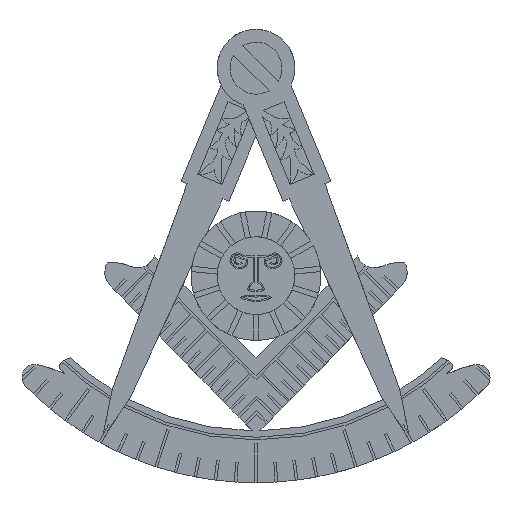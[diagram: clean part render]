
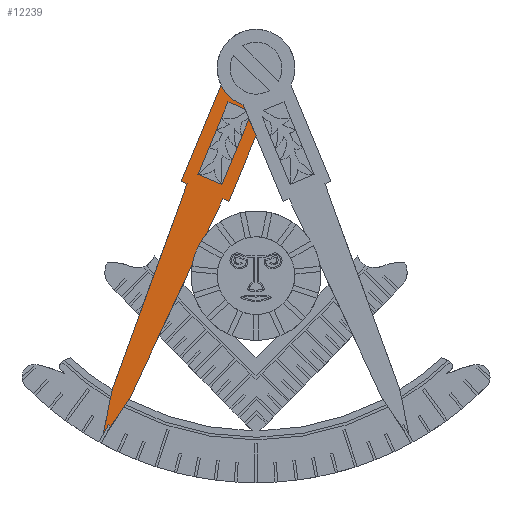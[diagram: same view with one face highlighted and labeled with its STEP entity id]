
A CAD part, front view. The second image highlights one B-rep face of the part: STEP entity #12239.
In plain terms, the highlighted free-form (B-spline) face has degree [1, 1] with [2, 2] control points.
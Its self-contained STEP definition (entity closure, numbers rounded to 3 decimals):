
#8253 = EDGE_CURVE('',#8254,#8256,#8258,.T.);
#8254 = VERTEX_POINT('',#8255);
#8255 = CARTESIAN_POINT('',(-10.107,0.266,
    -11.556));
#8256 = VERTEX_POINT('',#8257);
#8257 = CARTESIAN_POINT('',(-9.951,0.266,
    -11.642));
#8258 = B_SPLINE_CURVE_WITH_KNOTS('',1,(#8259,#8260),.UNSPECIFIED.,.F.,
  .F.,(2,2),(2.885,3.085),.PIECEWISE_BEZIER_KNOTS.);
#8259 = CARTESIAN_POINT('',(-10.107,0.266,
    -11.556));
#8260 = CARTESIAN_POINT('',(-9.951,0.266,
    -11.642));
#8282 = VERTEX_POINT('',#8283);
#8283 = CARTESIAN_POINT('',(-10.457,0.266,
    -12.194));
#8296 = EDGE_CURVE('',#8254,#8282,#8297,.T.);
#8297 = B_SPLINE_CURVE_WITH_KNOTS('',1,(#8298,#8299),.UNSPECIFIED.,.F.,
  .F.,(2,2),(-1.5,-0.679),.PIECEWISE_BEZIER_KNOTS.);
#8298 = CARTESIAN_POINT('',(-10.107,0.266,
    -11.556));
#8299 = CARTESIAN_POINT('',(-10.457,0.266,
    -12.194));
#8310 = EDGE_CURVE('',#8311,#8282,#8313,.T.);
#8311 = VERTEX_POINT('',#8312);
#8312 = CARTESIAN_POINT('',(-9.832,0.266,
    -9.149));
#8313 = B_SPLINE_CURVE_WITH_KNOTS('',1,(#8314,#8315),.UNSPECIFIED.,.F.,
  .F.,(2,2),(-3.982,-0.474),.PIECEWISE_BEZIER_KNOTS.);
#8314 = CARTESIAN_POINT('',(-9.832,0.266,
    -9.149));
#8315 = CARTESIAN_POINT('',(-10.457,0.266,
    -12.194));
#8335 = EDGE_CURVE('',#8336,#8338,#8340,.T.);
#8336 = VERTEX_POINT('',#8337);
#8337 = CARTESIAN_POINT('',(-3.971,0.266,
    5.574));
#8338 = VERTEX_POINT('',#8339);
#8339 = CARTESIAN_POINT('',(-1.915,0.266,
    10.536));
#8340 = B_SPLINE_CURVE_WITH_KNOTS('',1,(#8341,#8342),.UNSPECIFIED.,.F.,
  .F.,(2,2),(0.,6.062),.PIECEWISE_BEZIER_KNOTS.);
#8341 = CARTESIAN_POINT('',(-3.971,0.266,
    5.574));
#8342 = CARTESIAN_POINT('',(-1.915,0.266,
    10.536));
#8371 = EDGE_CURVE('',#8372,#8336,#8374,.T.);
#8372 = VERTEX_POINT('',#8373);
#8373 = CARTESIAN_POINT('',(-2.334,0.266,
    4.896));
#8374 = B_SPLINE_CURVE_WITH_KNOTS('',1,(#8375,#8376),.UNSPECIFIED.,.F.,
  .F.,(2,2),(0.,2.),.PIECEWISE_BEZIER_KNOTS.);
#8375 = CARTESIAN_POINT('',(-2.334,0.266,
    4.896));
#8376 = CARTESIAN_POINT('',(-3.971,0.266,
    5.574));
#8399 = EDGE_CURVE('',#8256,#8400,#8402,.T.);
#8400 = VERTEX_POINT('',#8401);
#8401 = CARTESIAN_POINT('',(-10.176,0.266,
    -12.05));
#8402 = B_SPLINE_CURVE_WITH_KNOTS('',1,(#8403,#8404),.UNSPECIFIED.,.F.,
  .F.,(2,2),(26.123,26.649),.PIECEWISE_BEZIER_KNOTS.);
#8403 = CARTESIAN_POINT('',(-9.951,0.266,
    -11.642));
#8404 = CARTESIAN_POINT('',(-10.176,0.266,
    -12.05));
#8707 = VERTEX_POINT('',#8708);
#8708 = CARTESIAN_POINT('',(-4.719,0.266,
    4.925));
#8713 = EDGE_CURVE('',#8714,#8707,#8716,.T.);
#8714 = VERTEX_POINT('',#8715);
#8715 = CARTESIAN_POINT('',(-5.128,0.266,
    5.095));
#8716 = B_SPLINE_CURVE_WITH_KNOTS('',1,(#8717,#8718),.UNSPECIFIED.,.F.,
  .F.,(2,2),(0.,0.5),.PIECEWISE_BEZIER_KNOTS.);
#8717 = CARTESIAN_POINT('',(-5.128,0.266,
    5.095));
#8718 = CARTESIAN_POINT('',(-4.719,0.266,
    4.925));
#8882 = EDGE_CURVE('',#8707,#8311,#8883,.T.);
#8883 = B_SPLINE_CURVE_WITH_KNOTS('',1,(#8884,#8885),.UNSPECIFIED.,.F.,
  .F.,(2,2),(0.,16.903),.PIECEWISE_BEZIER_KNOTS.);
#8884 = CARTESIAN_POINT('',(-4.719,0.266,
    4.925));
#8885 = CARTESIAN_POINT('',(-9.832,0.266,
    -9.149));
#9032 = VERTEX_POINT('',#9033);
#9033 = CARTESIAN_POINT('',(-2.264,0.266,3.908
    ));
#9046 = VERTEX_POINT('',#9047);
#9047 = CARTESIAN_POINT('',(-1.854,0.266,
    3.739));
#9052 = EDGE_CURVE('',#9032,#9046,#9053,.T.);
#9053 = B_SPLINE_CURVE_WITH_KNOTS('',1,(#9054,#9055),.UNSPECIFIED.,.F.,
  .F.,(2,2),(3.5,4.),.PIECEWISE_BEZIER_KNOTS.);
#9054 = CARTESIAN_POINT('',(-2.264,0.266,3.908
    ));
#9055 = CARTESIAN_POINT('',(-1.854,0.266,
    3.739));
#9116 = VERTEX_POINT('',#9117);
#9117 = CARTESIAN_POINT('',(-8.6,0.266,-9.659
    ));
#9122 = EDGE_CURVE('',#8400,#9116,#9123,.T.);
#9123 = B_SPLINE_CURVE_WITH_KNOTS('',1,(#9124,#9125),.UNSPECIFIED.,.F.,
  .F.,(2,2),(-3.232,0.),.PIECEWISE_BEZIER_KNOTS.);
#9124 = CARTESIAN_POINT('',(-10.176,0.266,
    -12.05));
#9125 = CARTESIAN_POINT('',(-8.6,0.266,-9.659
    ));
#11720 = EDGE_CURVE('',#9046,#11721,#11723,.T.);
#11721 = VERTEX_POINT('',#11722);
#11722 = CARTESIAN_POINT('',(0.,0.266,
    8.215));
#11723 = B_SPLINE_CURVE_WITH_KNOTS('',1,(#11724,#11725),.UNSPECIFIED.,
  .F.,.F.,(2,2),(-5.47,0.),
  .PIECEWISE_BEZIER_KNOTS.);
#11724 = CARTESIAN_POINT('',(-1.854,0.266,
    3.739));
#11725 = CARTESIAN_POINT('',(0.,0.266,
    8.215));
#11748 = EDGE_CURVE('',#11749,#8372,#11751,.T.);
#11749 = VERTEX_POINT('',#11750);
#11750 = CARTESIAN_POINT('',(-0.479,0.266,
    9.373));
#11751 = B_SPLINE_CURVE_WITH_KNOTS('',1,(#11752,#11753),.UNSPECIFIED.,
  .F.,.F.,(2,2),(0.,5.47),.PIECEWISE_BEZIER_KNOTS.);
#11752 = CARTESIAN_POINT('',(-0.479,0.266,
    9.373));
#11753 = CARTESIAN_POINT('',(-2.334,0.266,
    4.896));
#11925 = EDGE_CURVE('',#8338,#11926,#11928,.T.);
#11926 = VERTEX_POINT('',#11927);
#11927 = CARTESIAN_POINT('',(-0.763,0.266,
    10.058));
#11928 = B_SPLINE_CURVE_WITH_KNOTS('',1,(#11929,#11930),.UNSPECIFIED.,
  .F.,.F.,(2,2),(0.,1.408),.PIECEWISE_BEZIER_KNOTS.);
#11929 = CARTESIAN_POINT('',(-1.915,0.266,
    10.536));
#11930 = CARTESIAN_POINT('',(-0.763,0.266,
    10.058));
#11947 = EDGE_CURVE('',#11948,#8714,#11950,.T.);
#11948 = VERTEX_POINT('',#11949);
#11949 = CARTESIAN_POINT('',(-2.395,0.266,
    11.693));
#11950 = B_SPLINE_CURVE_WITH_KNOTS('',1,(#11951,#11952),.UNSPECIFIED.,
  .F.,.F.,(2,2),(0.,8.062),.PIECEWISE_BEZIER_KNOTS.);
#11951 = CARTESIAN_POINT('',(-2.395,0.266,
    11.693));
#11952 = CARTESIAN_POINT('',(-5.128,0.266,
    5.095));
#12216 = VERTEX_POINT('',#12217);
#12217 = CARTESIAN_POINT('',(-4.364,0.266,
    -0.59));
#12222 = EDGE_CURVE('',#9116,#12216,#12223,.T.);
#12223 = B_SPLINE_CURVE_WITH_KNOTS('',1,(#12224,#12225),.UNSPECIFIED.,
  .F.,.F.,(2,2),(0.,11.3),.PIECEWISE_BEZIER_KNOTS.);
#12224 = CARTESIAN_POINT('',(-8.6,0.266,
    -9.659));
#12225 = CARTESIAN_POINT('',(-4.364,0.266,
    -0.59));
#12239 = ADVANCED_FACE('',(#12240),#12288,.F.);
#12240 = FACE_BOUND('',#12241,.T.);
#12241 = EDGE_LOOP('',(#12242,#12243,#12244,#12245,#12253,#12258,#12259,
    #12260,#12265,#12266,#12267,#12268,#12269,#12276,#12282,#12283,
    #12284,#12285,#12286,#12287));
#12242 = ORIENTED_EDGE('',*,*,#8399,.T.);
#12243 = ORIENTED_EDGE('',*,*,#9122,.T.);
#12244 = ORIENTED_EDGE('',*,*,#12222,.T.);
#12245 = ORIENTED_EDGE('',*,*,#12246,.T.);
#12246 = EDGE_CURVE('',#12216,#12247,#12249,.T.);
#12247 = VERTEX_POINT('',#12248);
#12248 = CARTESIAN_POINT('',(-3.381,0.266,
    1.515));
#12249 = ( BOUNDED_CURVE() B_SPLINE_CURVE(2,(#12250,#12251,#12252),
.UNSPECIFIED.,.F.,.F.) B_SPLINE_CURVE_WITH_KNOTS((3,3),(3.313,
3.844),.PIECEWISE_BEZIER_KNOTS.) CURVE() 
GEOMETRIC_REPRESENTATION_ITEM() RATIONAL_B_SPLINE_CURVE((1.,
0.965,1.)) REPRESENTATION_ITEM('') );
#12250 = CARTESIAN_POINT('',(-4.364,0.266,
    -0.59));
#12251 = CARTESIAN_POINT('',(-4.159,0.266,
    0.596));
#12252 = CARTESIAN_POINT('',(-3.381,0.266,
    1.515));
#12253 = ORIENTED_EDGE('',*,*,#12254,.T.);
#12254 = EDGE_CURVE('',#12247,#9032,#12255,.T.);
#12255 = B_SPLINE_CURVE_WITH_KNOTS('',1,(#12256,#12257),.UNSPECIFIED.,
  .F.,.F.,(2,2),(0.,2.982),.PIECEWISE_BEZIER_KNOTS.);
#12256 = CARTESIAN_POINT('',(-3.381,0.266,
    1.515));
#12257 = CARTESIAN_POINT('',(-2.264,0.266,
    3.908));
#12258 = ORIENTED_EDGE('',*,*,#9052,.T.);
#12259 = ORIENTED_EDGE('',*,*,#11720,.T.);
#12260 = ORIENTED_EDGE('',*,*,#12261,.F.);
#12261 = EDGE_CURVE('',#11749,#11721,#12262,.T.);
#12262 = B_SPLINE_CURVE_WITH_KNOTS('',1,(#12263,#12264),.UNSPECIFIED.,
  .F.,.F.,(2,2),(1.178,2.592),
  .PIECEWISE_BEZIER_KNOTS.);
#12263 = CARTESIAN_POINT('',(-0.479,0.266,
    9.373));
#12264 = CARTESIAN_POINT('',(0.,0.266,
    8.215));
#12265 = ORIENTED_EDGE('',*,*,#11748,.T.);
#12266 = ORIENTED_EDGE('',*,*,#8371,.T.);
#12267 = ORIENTED_EDGE('',*,*,#8335,.T.);
#12268 = ORIENTED_EDGE('',*,*,#11925,.T.);
#12269 = ORIENTED_EDGE('',*,*,#12270,.F.);
#12270 = EDGE_CURVE('',#12271,#11926,#12273,.T.);
#12271 = VERTEX_POINT('',#12272);
#12272 = CARTESIAN_POINT('',(-0.879,0.266,
    10.337));
#12273 = B_SPLINE_CURVE_WITH_KNOTS('',1,(#12274,#12275),.UNSPECIFIED.,
  .F.,.F.,(2,2),(0.,0.34),.PIECEWISE_BEZIER_KNOTS.);
#12274 = CARTESIAN_POINT('',(-0.879,0.266,
    10.337));
#12275 = CARTESIAN_POINT('',(-0.763,0.266,
    10.058));
#12276 = ORIENTED_EDGE('',*,*,#12277,.F.);
#12277 = EDGE_CURVE('',#11948,#12271,#12278,.T.);
#12278 = ( BOUNDED_CURVE() B_SPLINE_CURVE(2,(#12279,#12280,#12281),
.UNSPECIFIED.,.F.,.F.) B_SPLINE_CURVE_WITH_KNOTS((3,3),(3.59,
4.375),.PIECEWISE_BEZIER_KNOTS.) CURVE() 
GEOMETRIC_REPRESENTATION_ITEM() RATIONAL_B_SPLINE_CURVE((1.,
0.924,1.)) REPRESENTATION_ITEM('') );
#12279 = CARTESIAN_POINT('',(-2.395,0.266,
    11.693));
#12280 = CARTESIAN_POINT('',(-1.918,0.266,
    10.701));
#12281 = CARTESIAN_POINT('',(-0.879,0.266,
    10.337));
#12282 = ORIENTED_EDGE('',*,*,#11947,.T.);
#12283 = ORIENTED_EDGE('',*,*,#8713,.T.);
#12284 = ORIENTED_EDGE('',*,*,#8882,.T.);
#12285 = ORIENTED_EDGE('',*,*,#8310,.T.);
#12286 = ORIENTED_EDGE('',*,*,#8296,.F.);
#12287 = ORIENTED_EDGE('',*,*,#8253,.T.);
#12288 = B_SPLINE_SURFACE_WITH_KNOTS('',1,1,(
    (#12289,#12290)
    ,(#12291,#12292
    )),.UNSPECIFIED.,.F.,.F.,.F.,(2,2),(2,2),(-25.001,
    1.963),(-10.453,1.352),
  .PIECEWISE_BEZIER_KNOTS.);
#12289 = CARTESIAN_POINT('',(-10.457,0.266,
    -12.194));
#12290 = CARTESIAN_POINT('',(0.,0.266,
    -12.194));
#12291 = CARTESIAN_POINT('',(-10.457,0.266,
    11.693));
#12292 = CARTESIAN_POINT('',(0.,0.266,
    11.693));
